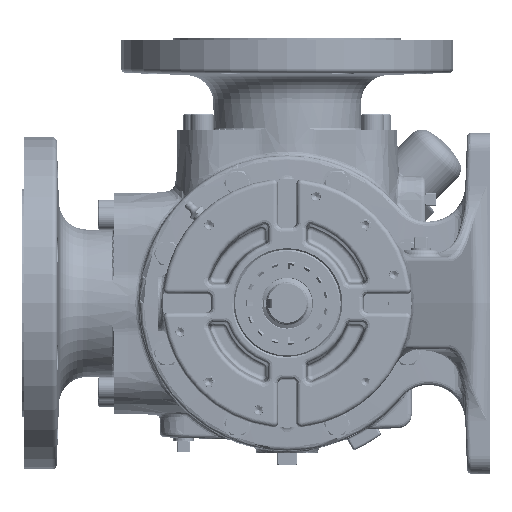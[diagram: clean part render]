
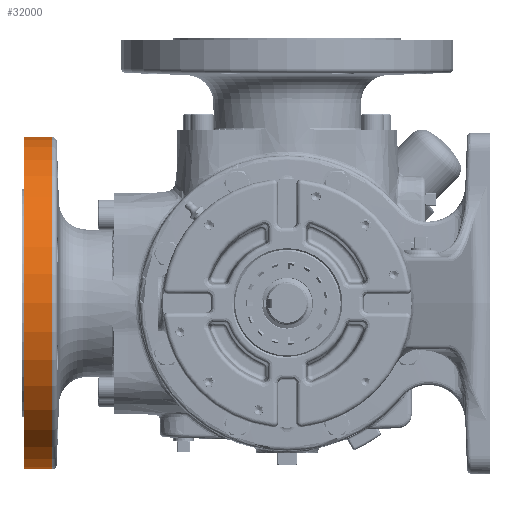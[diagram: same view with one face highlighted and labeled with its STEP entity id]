
A CAD part, left-side view. The second image highlights one B-rep face of the part: STEP entity #32000.
In plain terms, the highlighted cylindrical face has radius 114.3 mm (diameter 228.6 mm), a partial arc.
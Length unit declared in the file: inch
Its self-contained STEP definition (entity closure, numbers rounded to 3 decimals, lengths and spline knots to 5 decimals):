
#32000 = ADVANCED_FACE ( 'NONE', ( #197464 ), #270442, .T. ) ;
#34229 = CARTESIAN_POINT ( 'NONE',  ( 2.78, 7.13, -4.5 ) ) ;
#39407 = VERTEX_POINT ( 'NONE', #90476 ) ;
#46717 = DIRECTION ( 'NONE',  ( 1., 0., 0. ) ) ;
#59653 = VECTOR ( 'NONE', #226044, 39.37008 ) ;
#68315 = DIRECTION ( 'NONE',  ( 0., 0., -1. ) ) ;
#68782 = DIRECTION ( 'NONE',  ( 0., 1., 0. ) ) ;
#90476 = CARTESIAN_POINT ( 'NONE',  ( 2.78, 6.36588, -4.5 ) ) ;
#91399 = ORIENTED_EDGE ( 'NONE', *, *, #327820, .T. ) ;
#161796 = CARTESIAN_POINT ( 'NONE',  ( 2.78, 6.36588, 0. ) ) ;
#164630 = ORIENTED_EDGE ( 'NONE', *, *, #314559, .T. ) ;
#168073 = CARTESIAN_POINT ( 'NONE',  ( 2.78, 6.36588, 4.5 ) ) ;
#173505 = AXIS2_PLACEMENT_3D ( 'NONE', #161796, #359519, #421914 ) ;
#173693 = EDGE_CURVE ( 'NONE', #175693, #393085, #219949, .T. ) ;
#174315 = VERTEX_POINT ( 'NONE', #168073 ) ;
#175693 = VERTEX_POINT ( 'NONE', #34229 ) ;
#178044 = CARTESIAN_POINT ( 'NONE',  ( 2.78, 7.13, 0. ) ) ;
#196101 = EDGE_LOOP ( 'NONE', ( #164630, #91399, #229375, #332816 ) ) ;
#197464 = FACE_OUTER_BOUND ( 'NONE', #196101, .T. ) ;
#198014 = CARTESIAN_POINT ( 'NONE',  ( 2.78, 7.58714, -4.5 ) ) ;
#200096 = LINE ( 'NONE', #363431, #214994 ) ;
#214994 = VECTOR ( 'NONE', #68782, 39.37008 ) ;
#219949 = CIRCLE ( 'NONE', #261031, 4.5 ) ;
#226044 = DIRECTION ( 'NONE',  ( 0., 1., 0. ) ) ;
#229375 = ORIENTED_EDGE ( 'NONE', *, *, #173693, .F. ) ;
#231880 = DIRECTION ( 'NONE',  ( 0., 1., 0. ) ) ;
#235614 = CIRCLE ( 'NONE', #173505, 4.5 ) ;
#246086 = AXIS2_PLACEMENT_3D ( 'NONE', #395234, #231880, #68315 ) ;
#261031 = AXIS2_PLACEMENT_3D ( 'NONE', #178044, #274890, #46717 ) ;
#270442 = CYLINDRICAL_SURFACE ( 'NONE', #246086, 4.5 ) ;
#274890 = DIRECTION ( 'NONE',  ( 0., 1., 0. ) ) ;
#292657 = LINE ( 'NONE', #198014, #59653 ) ;
#300962 = EDGE_CURVE ( 'NONE', #39407, #175693, #292657, .T. ) ;
#314559 = EDGE_CURVE ( 'NONE', #39407, #174315, #235614, .T. ) ;
#324406 = CARTESIAN_POINT ( 'NONE',  ( 2.78, 7.13, 4.5 ) ) ;
#327820 = EDGE_CURVE ( 'NONE', #174315, #393085, #200096, .T. ) ;
#332816 = ORIENTED_EDGE ( 'NONE', *, *, #300962, .F. ) ;
#359519 = DIRECTION ( 'NONE',  ( 0., 1., 0. ) ) ;
#363431 = CARTESIAN_POINT ( 'NONE',  ( 2.78, 7.58714, 4.5 ) ) ;
#393085 = VERTEX_POINT ( 'NONE', #324406 ) ;
#395234 = CARTESIAN_POINT ( 'NONE',  ( 2.78, 7.58714, 0. ) ) ;
#421914 = DIRECTION ( 'NONE',  ( 0., 0., 1. ) ) ;
